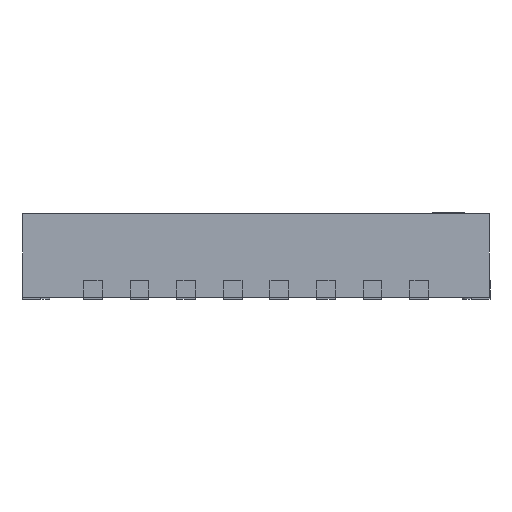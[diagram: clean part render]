
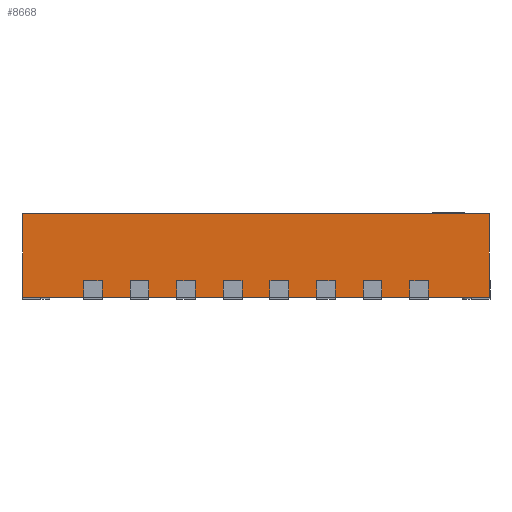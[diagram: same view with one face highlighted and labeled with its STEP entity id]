
A CAD part, left-side view. The second image highlights one B-rep face of the part: STEP entity #8668.
In plain terms, the highlighted planar face has unit normal (-1, 0, 0).
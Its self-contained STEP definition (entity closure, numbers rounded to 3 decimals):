
#6412 = VERTEX_POINT('',#6413);
#6413 = CARTESIAN_POINT('',(-2.5,2.5,
    0.92));
#6419 = EDGE_CURVE('',#6412,#6420,#6422,.T.);
#6420 = VERTEX_POINT('',#6421);
#6421 = CARTESIAN_POINT('',(-2.5,-2.5,
    0.92));
#6422 = LINE('',#6423,#6424);
#6423 = CARTESIAN_POINT('',(-2.5,2.5,
    0.92));
#6424 = VECTOR('',#6425,1.);
#6425 = DIRECTION('',(0.,-1.,0.));
#8390 = VERTEX_POINT('',#8391);
#8391 = CARTESIAN_POINT('',(-2.5,-2.5,
    0.02));
#8397 = EDGE_CURVE('',#8398,#8390,#8400,.T.);
#8398 = VERTEX_POINT('',#8399);
#8399 = CARTESIAN_POINT('',(-2.5,2.5,
    0.02));
#8400 = LINE('',#8401,#8402);
#8401 = CARTESIAN_POINT('',(-2.5,2.5,
    0.02));
#8402 = VECTOR('',#8403,1.);
#8403 = DIRECTION('',(0.,-1.,0.));
#8656 = EDGE_CURVE('',#6412,#8398,#8657,.T.);
#8657 = LINE('',#8658,#8659);
#8658 = CARTESIAN_POINT('',(-2.5,2.5,
    0.92));
#8659 = VECTOR('',#8660,1.);
#8660 = DIRECTION('',(-0.,-0.,-1.));
#8668 = ADVANCED_FACE('',(#8669),#8680,.F.);
#8669 = FACE_BOUND('',#8670,.T.);
#8670 = EDGE_LOOP('',(#8671,#8672,#8678,#8679));
#8671 = ORIENTED_EDGE('',*,*,#8397,.T.);
#8672 = ORIENTED_EDGE('',*,*,#8673,.F.);
#8673 = EDGE_CURVE('',#6420,#8390,#8674,.T.);
#8674 = LINE('',#8675,#8676);
#8675 = CARTESIAN_POINT('',(-2.5,-2.5,
    0.92));
#8676 = VECTOR('',#8677,1.);
#8677 = DIRECTION('',(-0.,-0.,-1.));
#8678 = ORIENTED_EDGE('',*,*,#6419,.F.);
#8679 = ORIENTED_EDGE('',*,*,#8656,.T.);
#8680 = PLANE('',#8681);
#8681 = AXIS2_PLACEMENT_3D('',#8682,#8683,#8684);
#8682 = CARTESIAN_POINT('',(-2.5,2.5,
    0.92));
#8683 = DIRECTION('',(1.,0.,0.));
#8684 = DIRECTION('',(0.,1.,0.));
